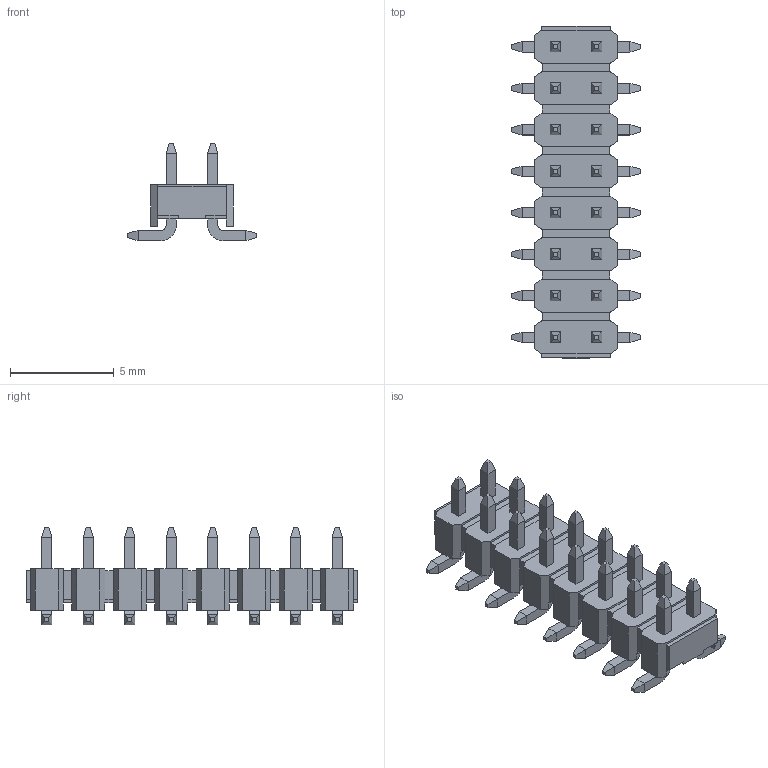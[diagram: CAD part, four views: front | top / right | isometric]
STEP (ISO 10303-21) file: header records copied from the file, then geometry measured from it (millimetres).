
FILE_DESCRIPTION(/* description */ ('Unknown'),/* implementation_level */ '2;1');
FILE_NAME(/* name */ 'J_Wurth_WR-PHD_621016245821',/* time_stamp */ '2025-04-24T11:42:02+08:00',/* author */ ('Unknown'),/* organization */ ('Unknown'),/* preprocessor_version */ 'ST-DEVELOPER v19.4',/* originating_system */ 'Solid Edge',/* authorisation */ 'Unknown');
FILE_SCHEMA (('AUTOMOTIVE_DESIGN {1 0 10303 214 3 1 1}'));
Length unit declared in the file: millimetre
Products named in the file (2): J_Wurth_WR-PHD_621016245821
Assembly tree (1 placements, depth 2):
  J_Wurth_WR-PHD_621016245821
    J_Wurth_WR-PHD_621016245821
Bounding box: 6.2 x 16 x 4.7 mm (x, y, z)
Volume: 116.8 mm3; surface area: 356.7 mm2
Topology: 1 solids, 1 shells, 554 faces, 1364 edges, 844 vertices
Faces by surface type: plane 522, cylinder 32
Entity records: 19725 total; most frequent: CARTESIAN_POINT 2764, ORIENTED_EDGE 2728, DIRECTION 2540, EDGE_CURVE 1364, LINE 1300, VECTOR 1300, VERTEX_POINT 844, AXIS2_PLACEMENT_3D 620
